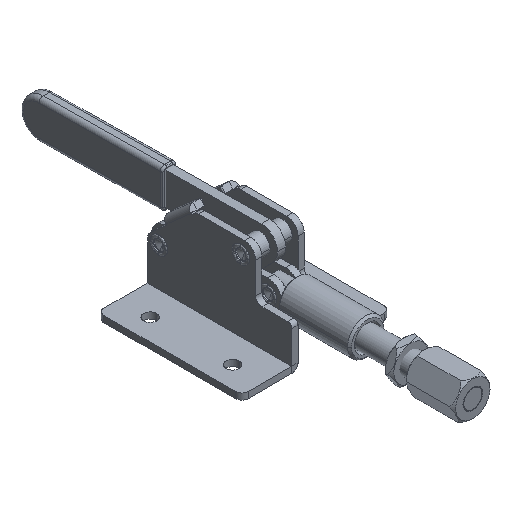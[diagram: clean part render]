
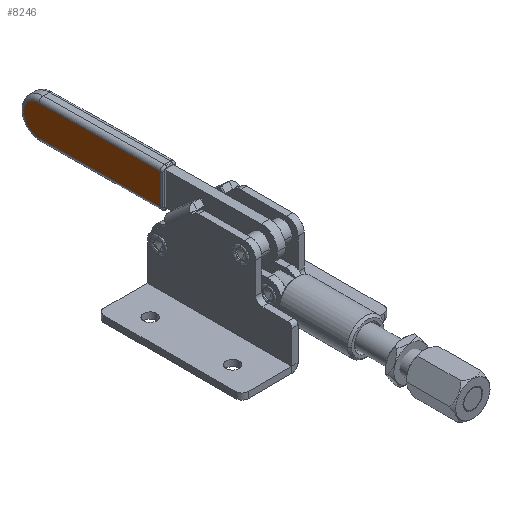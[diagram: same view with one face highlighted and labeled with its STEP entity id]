
A CAD part, isometric view. The second image highlights one B-rep face of the part: STEP entity #8246.
In plain terms, the highlighted planar face has unit normal (-1, 0, 0).
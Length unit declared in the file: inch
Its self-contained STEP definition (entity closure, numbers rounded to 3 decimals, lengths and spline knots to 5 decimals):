
#8246=ADVANCED_FACE('',(#19925),#19926,.F.);
#8509=VERTEX_POINT('',#20199);
#9192=EDGE_CURVE('',#8509,#11918,#20901,.T.);
#10179=VERTEX_POINT('',#21934);
#11918=VERTEX_POINT('',#23734);
#13686=VERTEX_POINT('',#25574);
#14473=EDGE_CURVE('',#11918,#13686,#26396,.T.);
#14739=VERTEX_POINT('',#26677);
#15540=EDGE_CURVE('',#13686,#10179,#27511,.T.);
#15923=EDGE_CURVE('',#10179,#14739,#27907,.T.);
#17261=EDGE_CURVE('',#14739,#8509,#29290,.T.);
#19925=FACE_OUTER_BOUND('',#33357,.T.);
#19926=PLANE('',#33358);
#20199=CARTESIAN_POINT('',(-0.1378,3.13064,1.75751));
#20901=LINE('',#34842,#34843);
#21934=CARTESIAN_POINT('',(-0.1378,5.74148,1.43917));
#23734=CARTESIAN_POINT('',(-0.1378,3.12426,1.17489));
#25574=CARTESIAN_POINT('',(-0.1378,5.44695,1.14945));
#26396=LINE('',#54116,#54117);
#26677=CARTESIAN_POINT('',(-0.1378,5.45014,1.73211));
#27511=CIRCLE('',#55864,0.29134);
#27907=CIRCLE('',#56422,0.29134);
#29290=LINE('',#58665,#58666);
#33357=EDGE_LOOP('',(#61485,#61486,#61487,#61488,#61489));
#33358=AXIS2_PLACEMENT_3D('',#61490,#61491,#61492);
#34842=CARTESIAN_POINT('',(-0.1378,3.12745,1.46619));
#34843=VECTOR('',#62370,1.0);
#54116=CARTESIAN_POINT('',(-0.1378,4.26592,1.16238));
#54117=VECTOR('',#68414,0.07874);
#55864=AXIS2_PLACEMENT_3D('',#69716,#69717,#69718);
#56422=AXIS2_PLACEMENT_3D('',#70141,#70142,#70143);
#58665=CARTESIAN_POINT('',(-0.1378,4.27028,1.74503));
#58666=VECTOR('',#71612,0.07874);
#61485=ORIENTED_EDGE('',*,*,#9192,.F.);
#61486=ORIENTED_EDGE('',*,*,#17261,.F.);
#61487=ORIENTED_EDGE('',*,*,#15923,.F.);
#61488=ORIENTED_EDGE('',*,*,#15540,.F.);
#61489=ORIENTED_EDGE('',*,*,#14473,.F.);
#61490=CARTESIAN_POINT('',(-0.1378,4.38163,1.45244));
#61491=DIRECTION('',(1.0,0.,0.));
#61492=DIRECTION('',(0.,0.0,-1.0));
#62370=DIRECTION('',(0.,-0.011,-1.));
#68414=DIRECTION('',(0.,1.,-0.011));
#69716=CARTESIAN_POINT('',(-0.1378,5.45014,1.44077));
#69717=DIRECTION('',(1.0,0.,0.));
#69718=DIRECTION('',(0.,-1.,0.005));
#70141=CARTESIAN_POINT('',(-0.1378,5.45014,1.44077));
#70142=DIRECTION('',(1.0,0.,0.));
#70143=DIRECTION('',(0.,-1.,0.005));
#71612=DIRECTION('',(0.,-1.,0.011));
